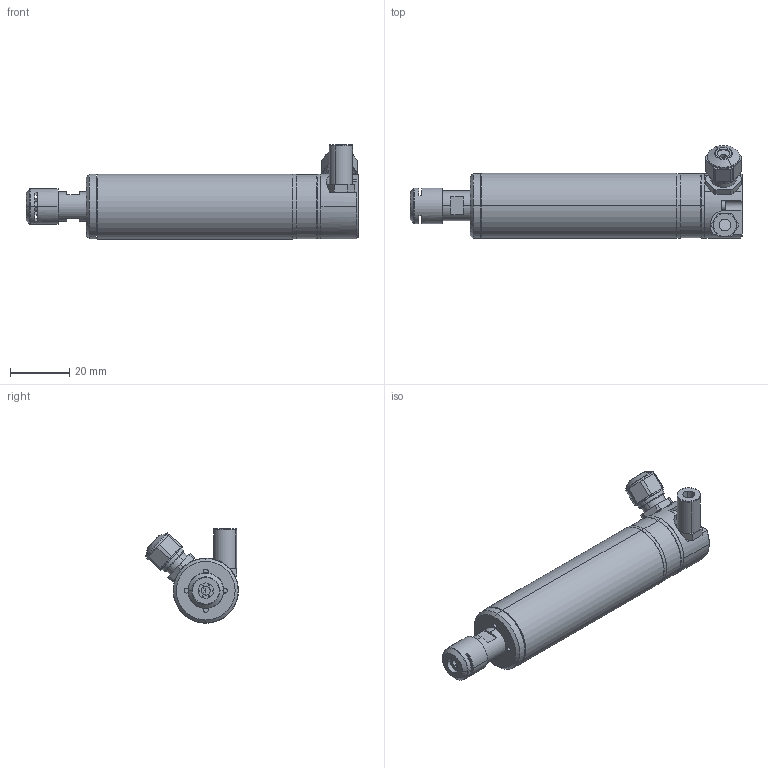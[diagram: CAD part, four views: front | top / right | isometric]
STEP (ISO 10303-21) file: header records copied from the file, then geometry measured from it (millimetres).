
FILE_DESCRIPTION (( 'STEP AP203' ), '1' );
FILE_NAME ('022S100S-01-.STEP', '2012-04-24T12:28:02', ( 'FM10CAD1' ), ( 'IBAG Switzerland AG' ), 'SwSTEP 2.0', 'SolidWorks 2010', '' );
FILE_SCHEMA (( 'CONFIG_CONTROL_DESIGN' ));
Length unit declared in the file: millimetre
Products named in the file (1): 022S100S-01-
Bounding box: 111.98 x 31.3 x 31.9 mm (x, y, z)
Surface area: 11531.1 mm2 (no closed solid volume)
Topology: 0 solids, 17 shells, 227 faces, 716 edges, 499 vertices
Faces by surface type: plane 101, cylinder 76, cone 34, torus 16
Entity records: 8180 total; most frequent: CARTESIAN_POINT 1626, DIRECTION 1461, ORIENTED_EDGE 1182, EDGE_CURVE 712, AXIS2_PLACEMENT_3D 562, VERTEX_POINT 499, LINE 337, VECTOR 337
